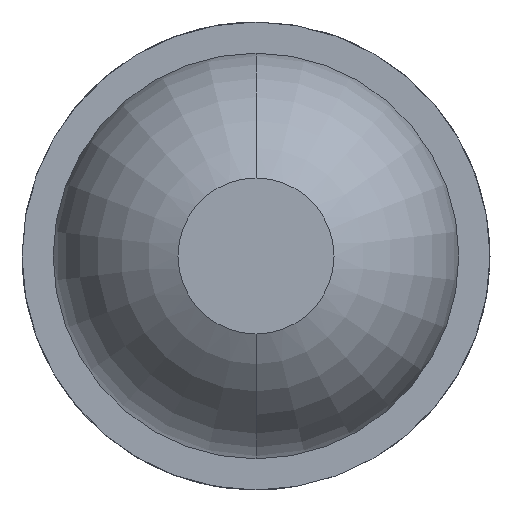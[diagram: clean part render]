
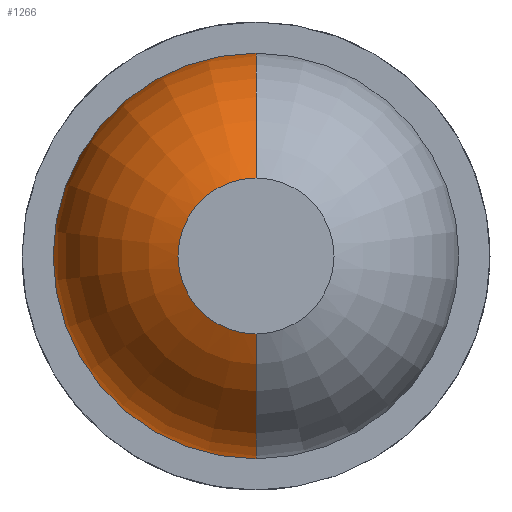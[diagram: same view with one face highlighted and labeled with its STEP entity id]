
A CAD part, front view. The second image highlights one B-rep face of the part: STEP entity #1266.
In plain terms, the highlighted toroidal (fillet/blend) face has major radius 0.01 mm and minor radius 0.4 mm.
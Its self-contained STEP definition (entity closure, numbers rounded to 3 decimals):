
#215 = EDGE_CURVE ( 'NONE', #2529, #2679, #1497, .T. ) ;
#216 = DIRECTION ( 'NONE',  ( 0., 0., 1. ) ) ;
#228 = CIRCLE ( 'NONE', #1669, 0.15 ) ;
#301 = DIRECTION ( 'NONE',  ( 0., 1., 0. ) ) ;
#407 = DIRECTION ( 'NONE',  ( 1., 0., 0. ) ) ;
#471 = DIRECTION ( 'NONE',  ( 0., 1., 0. ) ) ;
#626 = AXIS2_PLACEMENT_3D ( 'NONE', #1662, #3700, #216 ) ;
#1117 = CIRCLE ( 'NONE', #2090, 0.39 ) ;
#1132 = AXIS2_PLACEMENT_3D ( 'NONE', #2167, #471, #1625 ) ;
#1155 = ORIENTED_EDGE ( 'NONE', *, *, #3047, .F. ) ;
#1266 = ADVANCED_FACE ( 'Defeature ausgef�hrt3_6', ( #2221 ), #1866, .T. ) ;
#1345 = DIRECTION ( 'NONE',  ( 0., 1., 0. ) ) ;
#1412 = CARTESIAN_POINT ( 'NONE',  ( 0., -27.7, 0.15 ) ) ;
#1455 = VERTEX_POINT ( 'NONE', #1412 ) ;
#1497 = CIRCLE ( 'NONE', #3416, 0.4 ) ;
#1575 = DIRECTION ( 'NONE',  ( 0., 0., 1. ) ) ;
#1581 = CARTESIAN_POINT ( 'NONE',  ( 0., -27.333, 0.01 ) ) ;
#1608 = EDGE_CURVE ( 'Defeature ausgef�hrt3_6+Defeature ausgef�hrt3_5+Defeature ausgef�hrt3_5+Defeature ausgef�hrt3_5', #2529, #1455, #228, .T. ) ;
#1621 = ORIENTED_EDGE ( 'NONE', *, *, #215, .F. ) ;
#1625 = DIRECTION ( 'NONE',  ( 0., 0., 1. ) ) ;
#1662 = CARTESIAN_POINT ( 'NONE',  ( 0., -27.333, -0.01 ) ) ;
#1669 = AXIS2_PLACEMENT_3D ( 'NONE', #1879, #1345, #1575 ) ;
#1866 = TOROIDAL_SURFACE ( 'NONE', #1132, -0.01, 0.4 ) ;
#1872 = EDGE_LOOP ( 'NONE', ( #1621, #2146, #2297, #1155 ) ) ;
#1879 = CARTESIAN_POINT ( 'NONE',  ( 0., -27.7, 0. ) ) ;
#2056 = CARTESIAN_POINT ( 'NONE',  ( 0., -27.333, 0. ) ) ;
#2070 = CARTESIAN_POINT ( 'NONE',  ( 0., -27.7, -0.15 ) ) ;
#2090 = AXIS2_PLACEMENT_3D ( 'NONE', #2056, #301, #2330 ) ;
#2146 = ORIENTED_EDGE ( 'NONE', *, *, #1608, .T. ) ;
#2167 = CARTESIAN_POINT ( 'NONE',  ( 0., -27.333, 0. ) ) ;
#2221 = FACE_OUTER_BOUND ( 'NONE', #1872, .T. ) ;
#2297 = ORIENTED_EDGE ( 'NONE', *, *, #2358, .T. ) ;
#2330 = DIRECTION ( 'NONE',  ( 0., 0., 1. ) ) ;
#2358 = EDGE_CURVE ( 'NONE', #1455, #3554, #3056, .T. ) ;
#2529 = VERTEX_POINT ( 'NONE', #2070 ) ;
#2679 = VERTEX_POINT ( 'NONE', #3582 ) ;
#2845 = DIRECTION ( 'NONE',  ( 0., 0., -1. ) ) ;
#3047 = EDGE_CURVE ( 'Defeature ausgef�hrt3_7+Defeature ausgef�hrt3_6+Defeature ausgef�hrt3_6+Defeature ausgef�hrt3_6', #2679, #3554, #1117, .T. ) ;
#3056 = CIRCLE ( 'NONE', #626, 0.4 ) ;
#3416 = AXIS2_PLACEMENT_3D ( 'NONE', #1581, #407, #2845 ) ;
#3554 = VERTEX_POINT ( 'NONE', #3727 ) ;
#3582 = CARTESIAN_POINT ( 'NONE',  ( 0., -27.333, -0.39 ) ) ;
#3700 = DIRECTION ( 'NONE',  ( -1., 0., 0. ) ) ;
#3727 = CARTESIAN_POINT ( 'NONE',  ( 0., -27.333, 0.39 ) ) ;
